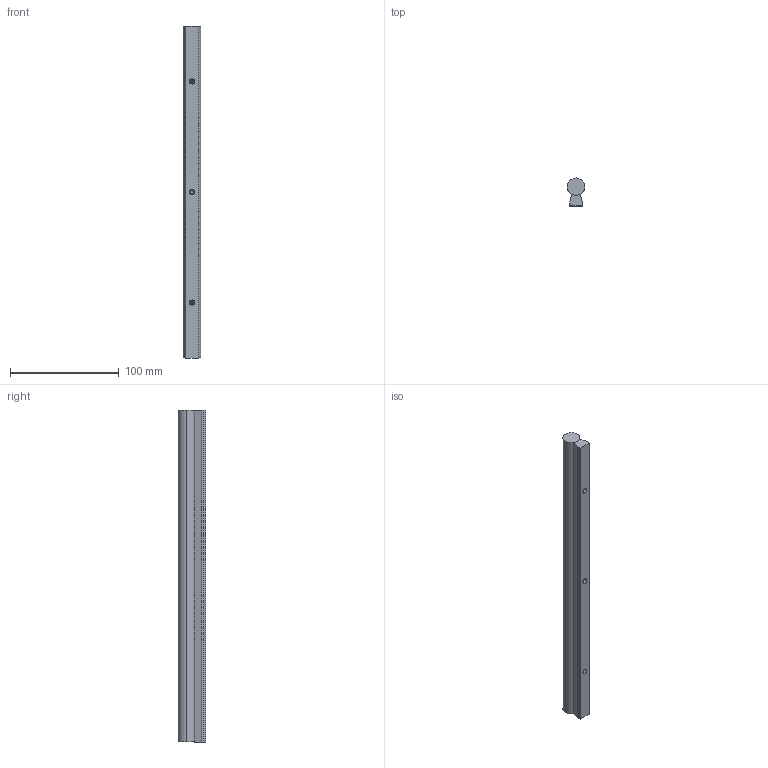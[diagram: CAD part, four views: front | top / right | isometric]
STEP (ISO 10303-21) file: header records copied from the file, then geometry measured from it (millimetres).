
FILE_DESCRIPTION (( 'STEP AP203' ), '1' );
FILE_NAME ('ShaftRailAssembly_8B828E9680.step', '2022-01-23T22:52:26', ( '' ), ( '' ), 'SwSTEP 2.0', 'SolidWorks 2019', '' );
FILE_SCHEMA (( 'CONFIG_CONTROL_DESIGN' ));
Length unit declared in the file: inch
Products named in the file (3): 9ATV4v6gPN_CADModel_0; ShaftRailAssembly_8B828E9680
Assembly tree (1 placements, depth 2):
  ShaftRailAssembly_8B828E9680
    9ATV4v6gPN_CADModel_0
  9ATV4v6gPN_CADModel_0
Bounding box: 15.88 x 25.39 x 304.8 mm (x, y, z)
Volume: 90567.9 mm3; surface area: 29195.5 mm2
Topology: 2 solids, 2 shells, 43 faces, 105 edges, 63 vertices
Faces by surface type: cylinder 20, plane 17, cone 6
Entity records: 1659 total; most frequent: CARTESIAN_POINT 402, DIRECTION 211, ORIENTED_EDGE 198, EDGE_CURVE 99, AXIS2_PLACEMENT_3D 76, VERTEX_POINT 63, VECTOR 59, LINE 59
